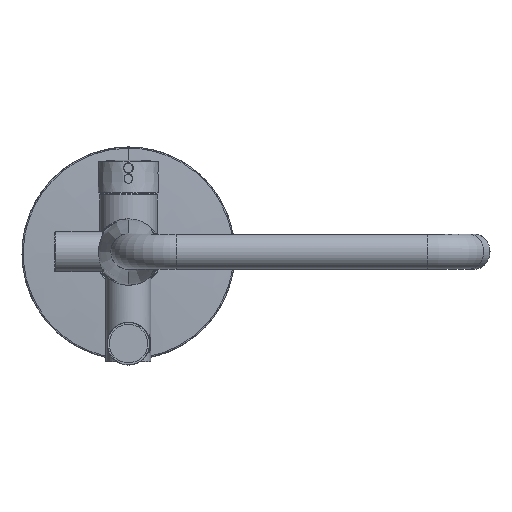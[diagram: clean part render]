
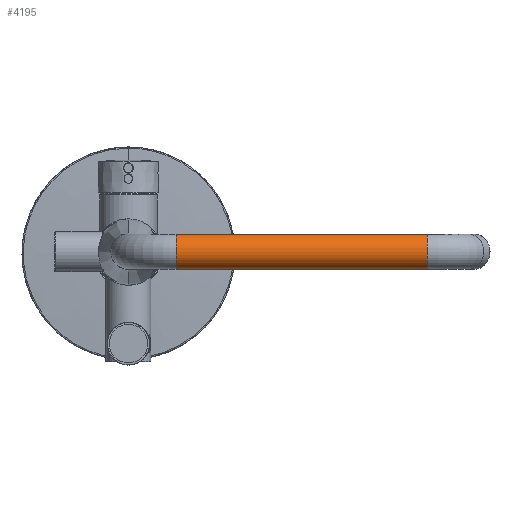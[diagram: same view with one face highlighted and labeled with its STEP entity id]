
A CAD part, top view. The second image highlights one B-rep face of the part: STEP entity #4195.
In plain terms, the highlighted cylindrical face has radius 14 mm (diameter 28 mm), a full revolution.
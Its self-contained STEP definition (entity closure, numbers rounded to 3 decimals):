
#714=CYLINDRICAL_SURFACE('',#5663,14.);
#1106=ORIENTED_EDGE('',*,*,#1836,.F.);
#1107=ORIENTED_EDGE('',*,*,#1837,.T.);
#1836=EDGE_CURVE('',#2316,#2316,#2615,.F.);
#1837=EDGE_CURVE('',#2317,#2317,#2616,.F.);
#2316=VERTEX_POINT('',#8478);
#2317=VERTEX_POINT('',#8481);
#2615=CIRCLE('',#5662,14.);
#2616=CIRCLE('',#5664,14.);
#2988=EDGE_LOOP('',(#1106));
#2989=EDGE_LOOP('',(#1107));
#3619=FACE_BOUND('',#2988,.T.);
#3620=FACE_BOUND('',#2989,.T.);
#4195=ADVANCED_FACE('',(#3619,#3620),#714,.T.);
#5662=AXIS2_PLACEMENT_3D('',#8477,#6304,#6305);
#5663=AXIS2_PLACEMENT_3D('',#8479,#6306,#6307);
#5664=AXIS2_PLACEMENT_3D('',#8480,#6308,#6309);
#6304=DIRECTION('',(-1.,0.,0.));
#6305=DIRECTION('',(0.,1.,0.));
#6306=DIRECTION('',(1.,0.,0.));
#6307=DIRECTION('',(0.,1.,0.));
#6308=DIRECTION('',(-1.,0.,0.));
#6309=DIRECTION('',(0.,1.,0.));
#8477=CARTESIAN_POINT('',(238.799,0.,882.887));
#8478=CARTESIAN_POINT('',(238.799,14.,882.887));
#8479=CARTESIAN_POINT('',(38.,0.,882.887));
#8480=CARTESIAN_POINT('',(38.,0.,882.887));
#8481=CARTESIAN_POINT('',(38.,14.,882.887));
